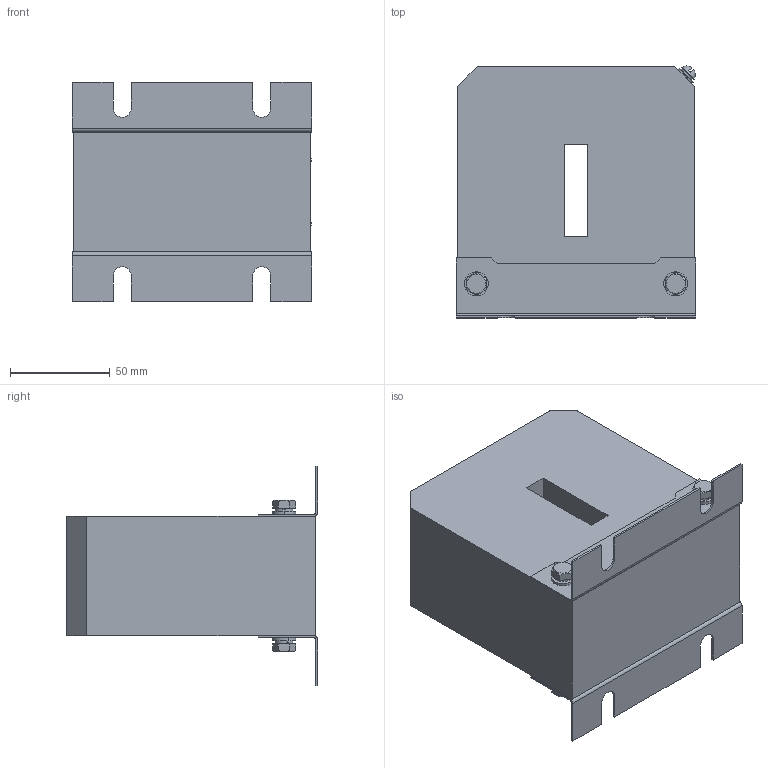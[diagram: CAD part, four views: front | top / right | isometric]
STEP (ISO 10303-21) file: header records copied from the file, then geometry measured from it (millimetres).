
FILE_DESCRIPTION (( 'STEP AP214' ), '1' );
FILE_NAME ('ﾒﾒ-0,66-ﾒﾘﾑ.STEP', '2023-08-10T19:13:46', ( '' ), ( '' ), 'SwSTEP 2.0', 'SolidWorks 2019', '' );
FILE_SCHEMA (( 'AUTOMOTIVE_DESIGN' ));
Length unit declared in the file: millimetre
Products named in the file (1): ﾒﾒ-0,66-ﾒﾘﾑ
Bounding box: 120 x 126.32 x 110 mm (x, y, z)
Volume: 869905.2 mm3; surface area: 81170.9 mm2
Topology: 19 solids, 19 shells, 307 faces, 724 edges, 468 vertices
Faces by surface type: plane 165, cylinder 66, bspline 40, cone 20, torus 12, sphere 4
Entity records: 13647 total; most frequent: CARTESIAN_POINT 3188, ORIENTED_EDGE 1448, DIRECTION 1324, EDGE_CURVE 724, VERTEX_POINT 468, AXIS2_PLACEMENT_3D 460, VECTOR 404, LINE 404
